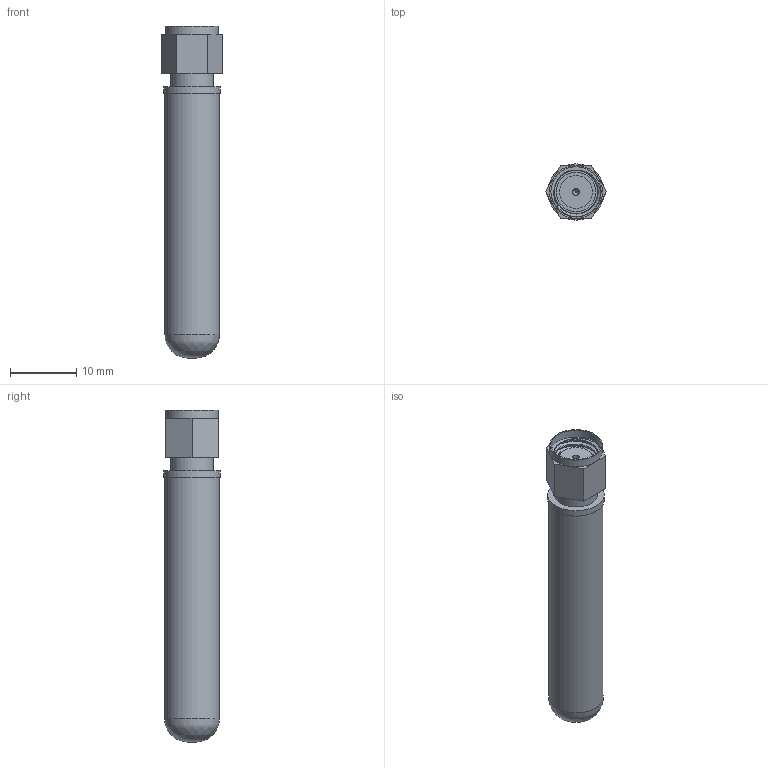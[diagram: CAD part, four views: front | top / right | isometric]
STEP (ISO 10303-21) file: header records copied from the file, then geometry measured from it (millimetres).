
FILE_DESCRIPTION(/* description */ (''),/* implementation_level */ '2;1');
FILE_NAME(/* name */ 'Antenna 1.step',/* time_stamp */ '2019-05-18T02:45:42+05:00',/* author */ (''),/* organization */ (''),/* preprocessor_version */ 'ST-DEVELOPER v18',/* originating_system */ 'Autodesk Translation Framework v8.2.0.1029',/* authorisation */ '');
FILE_SCHEMA (('AUTOMOTIVE_DESIGN { 1 0 10303 214 3 1 1 }'));
Length unit declared in the file: millimetre
Products named in the file (1): Antenna 1
Bounding box: 9.24 x 8.5 x 50.2 mm (x, y, z)
Volume: 2458.2 mm3; surface area: 1801.3 mm2
Topology: 2 solids, 2 shells, 47 faces, 103 edges, 65 vertices
Faces by surface type: plane 24, cylinder 15, bspline 7, cone 1
Full cylindrical faces by diameter (mm): 1 x1, 5 x1, 6 x1, 6.5 x1, 6.561 x4, 7.616 x2, 8 x1, 8.3 x1, 8.5 x1
Entity records: 3512 total; most frequent: CARTESIAN_POINT 2496, ORIENTED_EDGE 198, DIRECTION 183, EDGE_CURVE 99, AXIS2_PLACEMENT_3D 72, VERTEX_POINT 63, EDGE_LOOP 54, FACE_OUTER_BOUND 47
